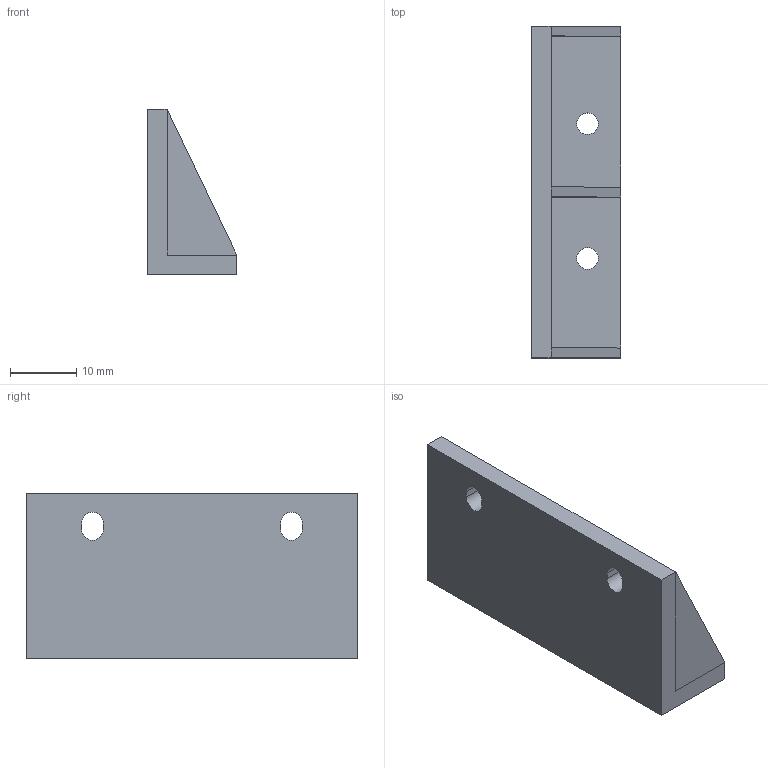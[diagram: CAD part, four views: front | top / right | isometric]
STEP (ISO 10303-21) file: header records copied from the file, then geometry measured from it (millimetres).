
FILE_DESCRIPTION(('FreeCAD Model'),'2;1');
FILE_NAME('Open CASCADE Shape Model','2022-11-08T22:11:28',(''),(''), 'Open CASCADE STEP processor 7.6','FreeCAD','Unknown');
FILE_SCHEMA(('AUTOMOTIVE_DESIGN { 1 0 10303 214 1 1 1 1 }'));
Length unit declared in the file: millimetre
Products named in the file (2): printGcBracket; Body048
Assembly tree (1 placements, depth 2):
  printGcBracket
    Body048
Bounding box: 13.5 x 50 x 25 mm (x, y, z)
Volume: 5725.7 mm3; surface area: 4774.6 mm2
Topology: 1 solids, 1 shells, 29 faces, 71 edges, 44 vertices
Faces by surface type: plane 23, cylinder 6
Full cylindrical faces by diameter (mm): 3.25 x2
Entity records: 1846 total; most frequent: CARTESIAN_POINT 348, DIRECTION 277, LINE 189, VECTOR 189, ORIENTED_EDGE 142, PCURVE 142, DEFINITIONAL_REPRESENTATION 142, EDGE_CURVE 71
